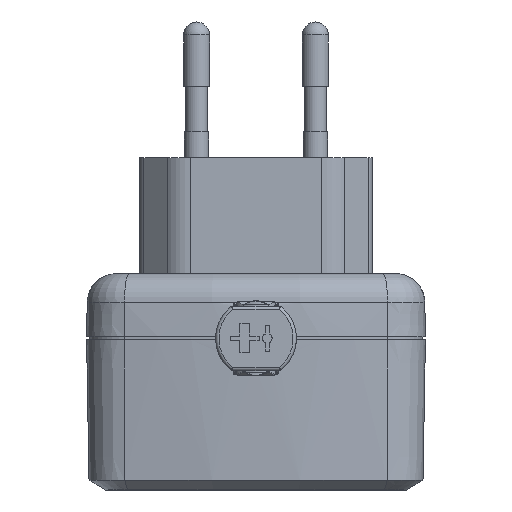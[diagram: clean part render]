
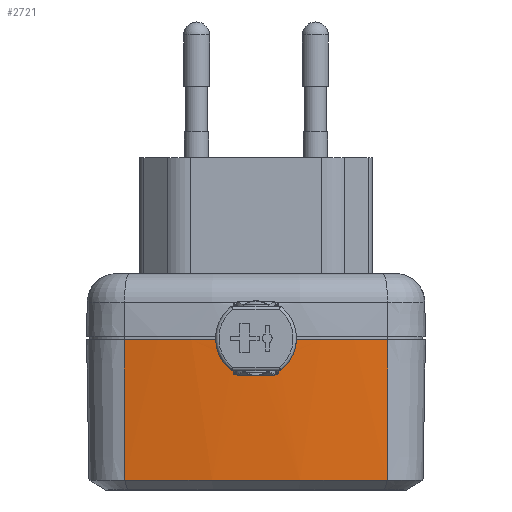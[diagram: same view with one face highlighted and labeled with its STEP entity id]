
A CAD part, front view. The second image highlights one B-rep face of the part: STEP entity #2721.
In plain terms, the highlighted conical face has half-angle 1 degrees and reference radius 125 mm.
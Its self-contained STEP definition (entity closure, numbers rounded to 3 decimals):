
#136 = CARTESIAN_POINT ( 'NONE',  ( 20.329, -44.497, -32. ) ) ;
#170 = CARTESIAN_POINT ( 'NONE',  ( 20.391, -44.872, -10.25 ) ) ;
#185 = CARTESIAN_POINT ( 'NONE',  ( -4.799, -46.454, -10.25 ) ) ;
#203 = CARTESIAN_POINT ( 'NONE',  ( -20.329, -44.497, -32. ) ) ;
#226 = CARTESIAN_POINT ( 'NONE',  ( -20.391, -44.872, -10.25 ) ) ;
#1265 = AXIS2_PLACEMENT_3D ( 'NONE', #3886, #3884, #3882 ) ;
#1313 = AXIS2_PLACEMENT_3D ( 'NONE', #5176, #5177, #5178 ) ;
#1685 = B_SPLINE_CURVE_WITH_KNOTS ( 'NONE', 3,
 ( #11718, #11719, #11723, #11724, #11725, #11726, #11727, #11728, #11729, #11730, #11731, #11732, #11733, #11734, #11735, #11736, #11737, #11738 ),
 .UNSPECIFIED., .F., .F.,
 ( 4, 2, 2, 2, 2, 2, 2, 2, 4 ),
 ( 0., 0.001, 0.002, 0.003, 0.004, 0.005, 0.006, 0.007, 0.008 ),
 .UNSPECIFIED. ) ;
#1698 = B_SPLINE_CURVE_WITH_KNOTS ( 'NONE', 3,
 ( #11364, #11383, #11397, #11398, #11399, #11400, #11401, #11402, #11403, #11404, #11405, #11406, #11407, #11408, #11409, #11410, #11411, #11412 ),
 .UNSPECIFIED., .F., .F.,
 ( 4, 2, 2, 2, 2, 2, 2, 2, 4 ),
 ( 0.008, 0.009, 0.01, 0.01, 0.011, 0.012, 0.013, 0.014, 0.015 ),
 .UNSPECIFIED. ) ;
#2721 = ADVANCED_FACE ( 'NONE', ( #5765 ), #5771, .T. ) ;
#2786 = EDGE_CURVE ( 'NONE', #8427, #4121, #5867, .T. ) ;
#2789 = EDGE_CURVE ( 'NONE', #4154, #4177, #5877, .T. ) ;
#3361 = CARTESIAN_POINT ( 'NONE',  ( 0., -46.467, -14.804 ) ) ;
#3882 = DIRECTION ( 'NONE',  ( -1., 0., 0. ) ) ;
#3884 = DIRECTION ( 'NONE',  ( 0., 0., 1. ) ) ;
#3886 = CARTESIAN_POINT ( 'NONE',  ( 0., 78.449, -10. ) ) ;
#4110 = VERTEX_POINT ( 'NONE', #136 ) ;
#4121 = VERTEX_POINT ( 'NONE', #170 ) ;
#4136 = VERTEX_POINT ( 'NONE', #185 ) ;
#4154 = VERTEX_POINT ( 'NONE', #203 ) ;
#4177 = VERTEX_POINT ( 'NONE', #226 ) ;
#4360 = EDGE_LOOP ( 'NONE', ( #6437, #6426, #6578, #6505, #6465, #6501, #6334 ) ) ;
#5174 = DIRECTION ( 'NONE',  ( -0.003, -0.017, 1. ) ) ;
#5176 = CARTESIAN_POINT ( 'NONE',  ( 0., 78.449, -10.25 ) ) ;
#5177 = DIRECTION ( 'NONE',  ( 0., 0., 1. ) ) ;
#5178 = DIRECTION ( 'NONE',  ( 1., 0., 0. ) ) ;
#5179 = CARTESIAN_POINT ( 'NONE',  ( -20.392, -44.876, -10. ) ) ;
#5765 = FACE_OUTER_BOUND ( 'NONE', #4360, .T. ) ;
#5771 = CONICAL_SURFACE ( 'NONE', #1265, 125., 0.017 ) ;
#5867 = CIRCLE ( 'NONE', #1313, 124.996 ) ;
#5877 = LINE ( 'NONE', #5179, #5879 ) ;
#5879 = VECTOR ( 'NONE', #5174, 1000. ) ;
#6334 = ORIENTED_EDGE ( 'NONE', *, *, #7906, .F. ) ;
#6426 = ORIENTED_EDGE ( 'NONE', *, *, #9995, .F. ) ;
#6437 = ORIENTED_EDGE ( 'NONE', *, *, #10013, .F. ) ;
#6465 = ORIENTED_EDGE ( 'NONE', *, *, #7944, .T. ) ;
#6501 = ORIENTED_EDGE ( 'NONE', *, *, #2786, .F. ) ;
#6505 = ORIENTED_EDGE ( 'NONE', *, *, #10024, .T. ) ;
#6578 = ORIENTED_EDGE ( 'NONE', *, *, #2789, .F. ) ;
#7379 = LINE ( 'NONE', #11539, #7382 ) ;
#7382 = VECTOR ( 'NONE', #11540, 1000. ) ;
#7403 = CIRCLE ( 'NONE', #10553, 124.996 ) ;
#7441 = CIRCLE ( 'NONE', #10566, 124.616 ) ;
#7906 = EDGE_CURVE ( 'NONE', #10343, #8427, #1698, .T. ) ;
#7944 = EDGE_CURVE ( 'NONE', #4110, #4121, #7379, .T. ) ;
#8427 = VERTEX_POINT ( 'NONE', #11630 ) ;
#9995 = EDGE_CURVE ( 'NONE', #4177, #4136, #7403, .T. ) ;
#10013 = EDGE_CURVE ( 'NONE', #4136, #10343, #1685, .T. ) ;
#10024 = EDGE_CURVE ( 'NONE', #4154, #4110, #7441, .T. ) ;
#10343 = VERTEX_POINT ( 'NONE', #3361 ) ;
#10553 = AXIS2_PLACEMENT_3D ( 'NONE', #11675, #11676, #11677 ) ;
#10566 = AXIS2_PLACEMENT_3D ( 'NONE', #11757, #11758, #11759 ) ;
#11364 = CARTESIAN_POINT ( 'NONE',  ( 0., -46.467, -14.804 ) ) ;
#11383 = CARTESIAN_POINT ( 'NONE',  ( 0.304, -46.467, -14.804 ) ) ;
#11397 = CARTESIAN_POINT ( 'NONE',  ( 0.611, -46.466, -14.775 ) ) ;
#11398 = CARTESIAN_POINT ( 'NONE',  ( 1.206, -46.464, -14.66 ) ) ;
#11399 = CARTESIAN_POINT ( 'NONE',  ( 1.497, -46.462, -14.576 ) ) ;
#11400 = CARTESIAN_POINT ( 'NONE',  ( 2.065, -46.458, -14.349 ) ) ;
#11401 = CARTESIAN_POINT ( 'NONE',  ( 2.337, -46.456, -14.209 ) ) ;
#11402 = CARTESIAN_POINT ( 'NONE',  ( 2.846, -46.451, -13.884 ) ) ;
#11403 = CARTESIAN_POINT ( 'NONE',  ( 3.087, -46.448, -13.696 ) ) ;
#11404 = CARTESIAN_POINT ( 'NONE',  ( 3.531, -46.444, -13.275 ) ) ;
#11405 = CARTESIAN_POINT ( 'NONE',  ( 3.73, -46.442, -13.046 ) ) ;
#11406 = CARTESIAN_POINT ( 'NONE',  ( 4.083, -46.44, -12.554 ) ) ;
#11407 = CARTESIAN_POINT ( 'NONE',  ( 4.238, -46.439, -12.288 ) ) ;
#11408 = CARTESIAN_POINT ( 'NONE',  ( 4.493, -46.44, -11.735 ) ) ;
#11409 = CARTESIAN_POINT ( 'NONE',  ( 4.592, -46.441, -11.45 ) ) ;
#11410 = CARTESIAN_POINT ( 'NONE',  ( 4.738, -46.446, -10.86 ) ) ;
#11411 = CARTESIAN_POINT ( 'NONE',  ( 4.783, -46.45, -10.555 ) ) ;
#11412 = CARTESIAN_POINT ( 'NONE',  ( 4.799, -46.454, -10.25 ) ) ;
#11539 = CARTESIAN_POINT ( 'NONE',  ( 20.392, -44.876, -10. ) ) ;
#11540 = DIRECTION ( 'NONE',  ( 0.003, -0.017, 1. ) ) ;
#11630 = CARTESIAN_POINT ( 'NONE',  ( 4.799, -46.454, -10.25 ) ) ;
#11675 = CARTESIAN_POINT ( 'NONE',  ( 0., 78.449, -10.25 ) ) ;
#11676 = DIRECTION ( 'NONE',  ( 0., 0., 1. ) ) ;
#11677 = DIRECTION ( 'NONE',  ( 1., 0., 0. ) ) ;
#11718 = CARTESIAN_POINT ( 'NONE',  ( -4.799, -46.454, -10.25 ) ) ;
#11719 = CARTESIAN_POINT ( 'NONE',  ( -4.783, -46.45, -10.553 ) ) ;
#11723 = CARTESIAN_POINT ( 'NONE',  ( -4.739, -46.446, -10.853 ) ) ;
#11724 = CARTESIAN_POINT ( 'NONE',  ( -4.594, -46.441, -11.445 ) ) ;
#11725 = CARTESIAN_POINT ( 'NONE',  ( -4.492, -46.44, -11.736 ) ) ;
#11726 = CARTESIAN_POINT ( 'NONE',  ( -4.239, -46.439, -12.286 ) ) ;
#11727 = CARTESIAN_POINT ( 'NONE',  ( -4.086, -46.44, -12.549 ) ) ;
#11728 = CARTESIAN_POINT ( 'NONE',  ( -3.729, -46.442, -13.048 ) ) ;
#11729 = CARTESIAN_POINT ( 'NONE',  ( -3.529, -46.444, -13.277 ) ) ;
#11730 = CARTESIAN_POINT ( 'NONE',  ( -3.089, -46.448, -13.693 ) ) ;
#11731 = CARTESIAN_POINT ( 'NONE',  ( -2.847, -46.451, -13.883 ) ) ;
#11732 = CARTESIAN_POINT ( 'NONE',  ( -2.333, -46.456, -14.212 ) ) ;
#11733 = CARTESIAN_POINT ( 'NONE',  ( -2.063, -46.458, -14.35 ) ) ;
#11734 = CARTESIAN_POINT ( 'NONE',  ( -1.5, -46.462, -14.574 ) ) ;
#11735 = CARTESIAN_POINT ( 'NONE',  ( -1.203, -46.464, -14.661 ) ) ;
#11736 = CARTESIAN_POINT ( 'NONE',  ( -0.606, -46.466, -14.775 ) ) ;
#11737 = CARTESIAN_POINT ( 'NONE',  ( -0.304, -46.467, -14.804 ) ) ;
#11738 = CARTESIAN_POINT ( 'NONE',  ( 0., -46.467, -14.804 ) ) ;
#11757 = CARTESIAN_POINT ( 'NONE',  ( 0., 78.449, -32. ) ) ;
#11758 = DIRECTION ( 'NONE',  ( 0., 0., 1. ) ) ;
#11759 = DIRECTION ( 'NONE',  ( -1., 0., 0. ) ) ;
